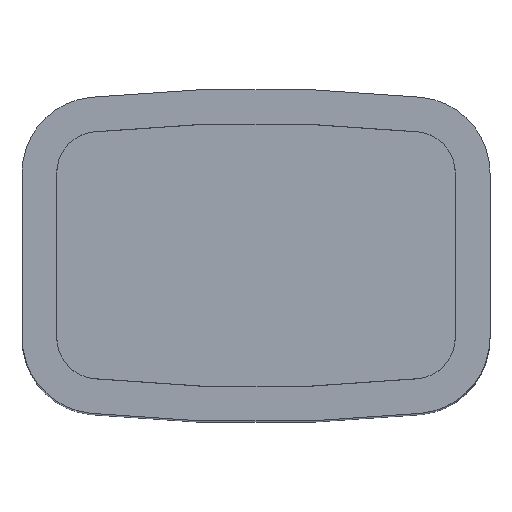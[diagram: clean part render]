
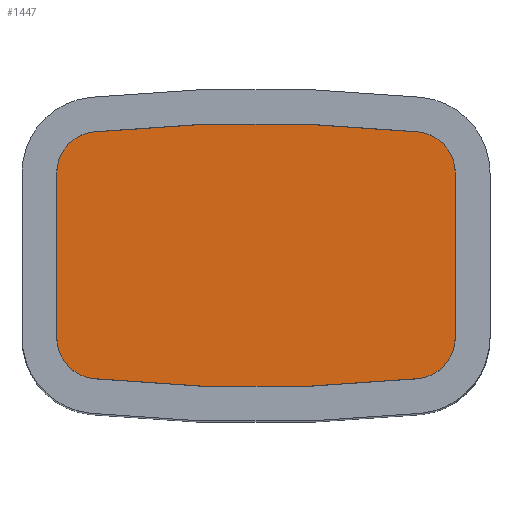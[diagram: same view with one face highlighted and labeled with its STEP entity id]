
A CAD part, top view. The second image highlights one B-rep face of the part: STEP entity #1447.
In plain terms, the highlighted planar face has unit normal (0, 0, 1).
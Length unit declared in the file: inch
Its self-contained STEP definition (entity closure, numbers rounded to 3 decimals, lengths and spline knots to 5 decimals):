
#34 = VERTEX_POINT ( 'NONE', #879 ) ;
#56 = DIRECTION ( 'NONE',  ( -1., 0., 0. ) ) ;
#71 = EDGE_CURVE ( 'NONE', #1053, #401, #1237, .T. ) ;
#112 = DIRECTION ( 'NONE',  ( 0., 0., -1. ) ) ;
#180 = CIRCLE ( 'NONE', #501, 4.12237 ) ;
#217 = CARTESIAN_POINT ( 'NONE',  ( -0.81281, -0.20897, 0.13269 ) ) ;
#221 = DIRECTION ( 'NONE',  ( 0., 0., -1. ) ) ;
#225 = CARTESIAN_POINT ( 'NONE',  ( 0.03796, 0.43835, 0.13269 ) ) ;
#236 = AXIS2_PLACEMENT_3D ( 'NONE', #1439, #560, #330 ) ;
#262 = ORIENTED_EDGE ( 'NONE', *, *, #590, .F. ) ;
#265 = CARTESIAN_POINT ( 'NONE',  ( -0.8016, -0.10089, 0.13269 ) ) ;
#271 = ORIENTED_EDGE ( 'NONE', *, *, #639, .F. ) ;
#275 = AXIS2_PLACEMENT_3D ( 'NONE', #321, #1096, #1274 ) ;
#321 = CARTESIAN_POINT ( 'NONE',  ( -0.38743, 3.89139, 0.13269 ) ) ;
#330 = DIRECTION ( 'NONE',  ( 0.103, -0.995, 0. ) ) ;
#344 = CARTESIAN_POINT ( 'NONE',  ( 0.02675, -0.10089, 0.13269 ) ) ;
#379 = CARTESIAN_POINT ( 'NONE',  ( 0.13541, 0.33027, 0.13269 ) ) ;
#396 = ORIENTED_EDGE ( 'NONE', *, *, #966, .F. ) ;
#401 = VERTEX_POINT ( 'NONE', #634 ) ;
#415 = VERTEX_POINT ( 'NONE', #511 ) ;
#469 = CIRCLE ( 'NONE', #583, 0.10866 ) ;
#477 = VERTEX_POINT ( 'NONE', #1090 ) ;
#491 = CARTESIAN_POINT ( 'NONE',  ( -0.38743, -3.66201, 0.13269 ) ) ;
#498 = DIRECTION ( 'NONE',  ( -1., 0., 0. ) ) ;
#501 = AXIS2_PLACEMENT_3D ( 'NONE', #491, #221, #948 ) ;
#511 = CARTESIAN_POINT ( 'NONE',  ( 0.13541, -0.10089, 0.13269 ) ) ;
#520 = CIRCLE ( 'NONE', #745, 0.10866 ) ;
#522 = CIRCLE ( 'NONE', #236, 0.10866 ) ;
#560 = DIRECTION ( 'NONE',  ( 0., 0., -1. ) ) ;
#566 = ORIENTED_EDGE ( 'NONE', *, *, #819, .F. ) ;
#583 = AXIS2_PLACEMENT_3D ( 'NONE', #265, #1153, #629 ) ;
#590 = EDGE_CURVE ( 'NONE', #401, #477, #522, .T. ) ;
#604 = CARTESIAN_POINT ( 'NONE',  ( 0.02675, 0.33027, 0.13269 ) ) ;
#626 = ORIENTED_EDGE ( 'NONE', *, *, #71, .F. ) ;
#629 = DIRECTION ( 'NONE',  ( 1., 0., 0. ) ) ;
#634 = CARTESIAN_POINT ( 'NONE',  ( -0.91026, 0.33027, 0.13269 ) ) ;
#639 = EDGE_CURVE ( 'NONE', #415, #34, #520, .T. ) ;
#641 = VERTEX_POINT ( 'NONE', #217 ) ;
#686 = CARTESIAN_POINT ( 'NONE',  ( 0.13541, 0.33027, 0.13269 ) ) ;
#699 = ORIENTED_EDGE ( 'NONE', *, *, #1333, .F. ) ;
#740 = VERTEX_POINT ( 'NONE', #686 ) ;
#745 = AXIS2_PLACEMENT_3D ( 'NONE', #344, #112, #1118 ) ;
#747 = CIRCLE ( 'NONE', #1005, 0.10866 ) ;
#767 = VERTEX_POINT ( 'NONE', #225 ) ;
#778 = CIRCLE ( 'NONE', #275, 4.12237 ) ;
#816 = VECTOR ( 'NONE', #1418, 39.37008 ) ;
#819 = EDGE_CURVE ( 'NONE', #740, #415, #1218, .T. ) ;
#839 = AXIS2_PLACEMENT_3D ( 'NONE', #1286, #1048, #56 ) ;
#849 = FACE_OUTER_BOUND ( 'NONE', #1245, .T. ) ;
#877 = EDGE_CURVE ( 'NONE', #767, #740, #747, .T. ) ;
#879 = CARTESIAN_POINT ( 'NONE',  ( 0.03796, -0.20897, 0.13269 ) ) ;
#923 = ORIENTED_EDGE ( 'NONE', *, *, #1357, .F. ) ;
#936 = VECTOR ( 'NONE', #1042, 39.37008 ) ;
#948 = DIRECTION ( 'NONE',  ( -0.103, -0.995, 0. ) ) ;
#966 = EDGE_CURVE ( 'NONE', #641, #1053, #469, .T. ) ;
#982 = CARTESIAN_POINT ( 'NONE',  ( -0.91026, -0.10089, 0.13269 ) ) ;
#992 = ORIENTED_EDGE ( 'NONE', *, *, #877, .F. ) ;
#1005 = AXIS2_PLACEMENT_3D ( 'NONE', #604, #1373, #498 ) ;
#1042 = DIRECTION ( 'NONE',  ( 0., -1., 0. ) ) ;
#1048 = DIRECTION ( 'NONE',  ( 0., 0., 1. ) ) ;
#1053 = VERTEX_POINT ( 'NONE', #1389 ) ;
#1090 = CARTESIAN_POINT ( 'NONE',  ( -0.81281, 0.43835, 0.13269 ) ) ;
#1096 = DIRECTION ( 'NONE',  ( 0., 0., -1. ) ) ;
#1118 = DIRECTION ( 'NONE',  ( -0.103, 0.995, 0. ) ) ;
#1153 = DIRECTION ( 'NONE',  ( 0., 0., -1. ) ) ;
#1218 = LINE ( 'NONE', #379, #936 ) ;
#1229 = PLANE ( 'NONE',  #839 ) ;
#1237 = LINE ( 'NONE', #982, #816 ) ;
#1245 = EDGE_LOOP ( 'NONE', ( #396, #699, #271, #566, #992, #923, #262, #626 ) ) ;
#1274 = DIRECTION ( 'NONE',  ( 0.103, 0.995, 0. ) ) ;
#1286 = CARTESIAN_POINT ( 'NONE',  ( -0.38743, 0.11469, 0.13269 ) ) ;
#1333 = EDGE_CURVE ( 'NONE', #34, #641, #778, .T. ) ;
#1357 = EDGE_CURVE ( 'NONE', #477, #767, #180, .T. ) ;
#1373 = DIRECTION ( 'NONE',  ( 0., 0., -1. ) ) ;
#1389 = CARTESIAN_POINT ( 'NONE',  ( -0.91026, -0.10089, 0.13269 ) ) ;
#1418 = DIRECTION ( 'NONE',  ( 0., 1., 0. ) ) ;
#1439 = CARTESIAN_POINT ( 'NONE',  ( -0.8016, 0.33027, 0.13269 ) ) ;
#1447 = ADVANCED_FACE ( 'NONE', ( #849 ), #1229, .T. ) ;
